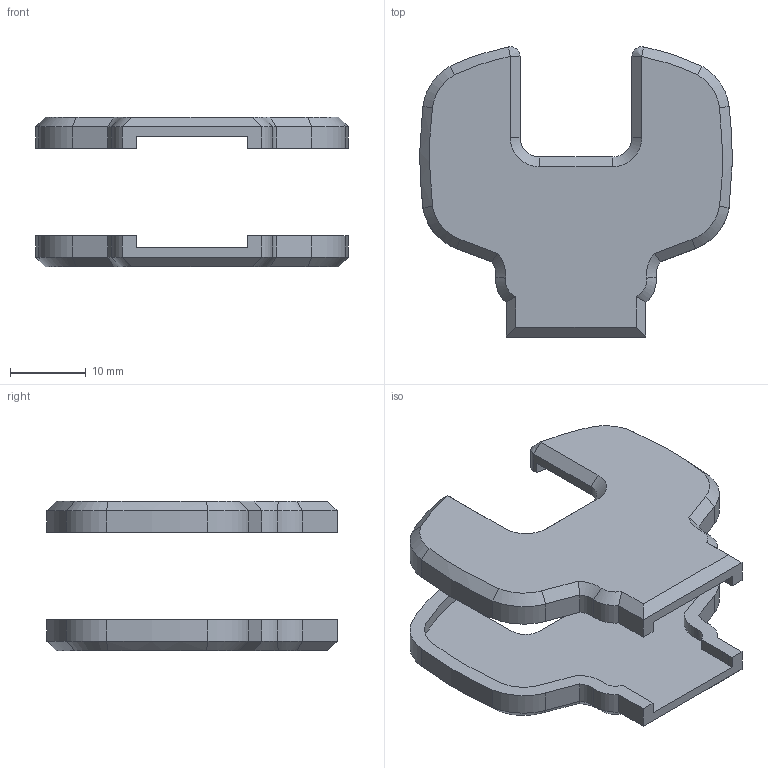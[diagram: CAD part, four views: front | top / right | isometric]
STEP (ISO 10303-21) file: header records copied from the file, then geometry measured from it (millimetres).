
FILE_DESCRIPTION(('FreeCAD Model'),'2;1');
FILE_NAME('Open CASCADE Shape Model','2025-04-27T21:17:35',('FreeCAD'),( 'FreeCAD'),'Open CASCADE STEP processor 7.6','FreeCAD','Unknown');
FILE_SCHEMA(('AUTOMOTIVE_DESIGN { 1 0 10303 214 1 1 1 1 }'));
Length unit declared in the file: millimetre
Products named in the file (1): Open CASCADE STEP translator 7.6 1
Bounding box: 41.23 x 38.29 x 19.77 mm (x, y, z)
Volume: 5723.4 mm3; surface area: 5435.9 mm2
Topology: 2 solids, 2 shells, 144 faces, 372 edges, 228 vertices
Faces by surface type: bspline 144
Entity records: 3968 total; most frequent: CARTESIAN_POINT 1933, ORIENTED_EDGE 736, EDGE_CURVE 368, VERTEX_POINT 228, B_SPLINE_CURVE_WITH_KNOTS 208, ADVANCED_FACE 144, FACE_BOUND 144, EDGE_LOOP 144
